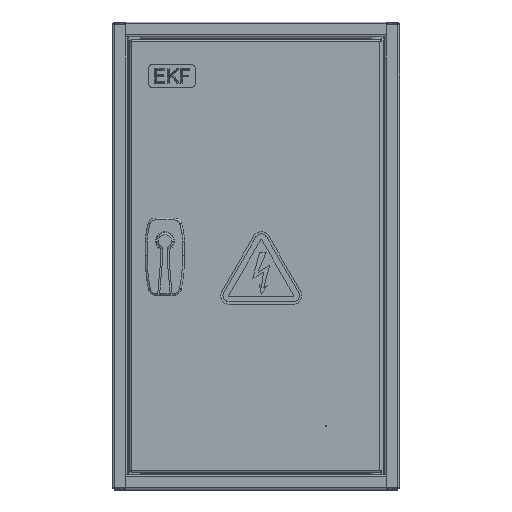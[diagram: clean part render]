
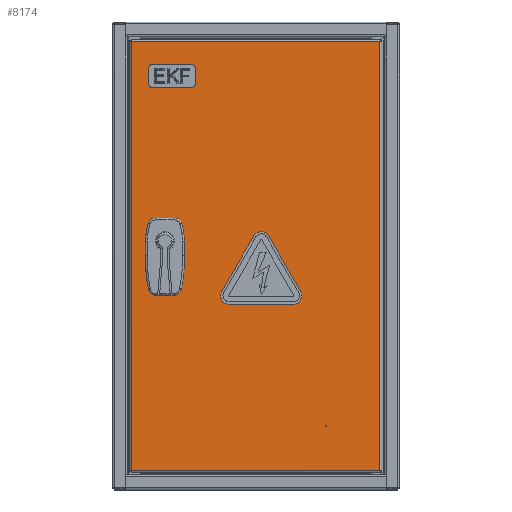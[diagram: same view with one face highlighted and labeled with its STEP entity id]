
A CAD part, top view. The second image highlights one B-rep face of the part: STEP entity #8174.
In plain terms, the highlighted planar face has unit normal (0, 0, 1).
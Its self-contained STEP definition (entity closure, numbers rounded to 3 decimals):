
#926 = LINE ( 'NONE', #50996, #45340 ) ;
#2568 = VECTOR ( 'NONE', #54413, 1000. ) ;
#5995 = VERTEX_POINT ( 'NONE', #67787 ) ;
#6447 = VERTEX_POINT ( 'NONE', #72383 ) ;
#8058 = FACE_OUTER_BOUND ( 'NONE', #10572, .T. ) ;
#8174 = ADVANCED_FACE ( 'NONE', ( #23800, #8058 ), #53928, .T. ) ;
#8638 = LINE ( 'NONE', #26040, #30839 ) ;
#8854 = DIRECTION ( 'NONE',  ( -1., 0., 0. ) ) ;
#9045 = DIRECTION ( 'NONE',  ( 1., 0., 0. ) ) ;
#10572 = EDGE_LOOP ( 'NONE', ( #49953, #61435, #54394, #68995 ) ) ;
#11076 = VECTOR ( 'NONE', #25862, 1000. ) ;
#13321 = CARTESIAN_POINT ( 'NONE',  ( -216.339, -241.527, -155.572 ) ) ;
#14416 = CARTESIAN_POINT ( 'NONE',  ( 48.961, -241.527, -155.572 ) ) ;
#16603 = CARTESIAN_POINT ( 'NONE',  ( -216.339, 218.02, -155.572 ) ) ;
#16755 = VERTEX_POINT ( 'NONE', #14416 ) ;
#20707 = CARTESIAN_POINT ( 'NONE',  ( 48.961, -242.273, -155.572 ) ) ;
#20751 = ORIENTED_EDGE ( 'NONE', *, *, #46352, .F. ) ;
#22208 = ORIENTED_EDGE ( 'NONE', *, *, #72290, .F. ) ;
#22720 = ORIENTED_EDGE ( 'NONE', *, *, #47076, .F. ) ;
#22965 = LINE ( 'NONE', #60893, #2568 ) ;
#23800 = FACE_BOUND ( 'NONE', #69708, .T. ) ;
#24128 = CARTESIAN_POINT ( 'NONE',  ( -193.439, -37.127, -155.572 ) ) ;
#25660 = DIRECTION ( 'NONE',  ( 0., 1., 0. ) ) ;
#25862 = DIRECTION ( 'NONE',  ( 1., 0., 0. ) ) ;
#26040 = CARTESIAN_POINT ( 'NONE',  ( -193.439, 12.873, -155.572 ) ) ;
#26826 = LINE ( 'NONE', #54971, #11076 ) ;
#29734 = LINE ( 'NONE', #16603, #31628 ) ;
#30324 = DIRECTION ( 'NONE',  ( 1., 0., 0. ) ) ;
#30839 = VECTOR ( 'NONE', #50906, 1000. ) ;
#31628 = VECTOR ( 'NONE', #45603, 1000. ) ;
#31698 = VERTEX_POINT ( 'NONE', #43892 ) ;
#34489 = EDGE_CURVE ( 'NONE', #31698, #52216, #8638, .T. ) ;
#37567 = LINE ( 'NONE', #56285, #62706 ) ;
#38617 = ORIENTED_EDGE ( 'NONE', *, *, #34489, .F. ) ;
#39466 = EDGE_CURVE ( 'NONE', #16755, #6447, #57980, .T. ) ;
#42953 = DIRECTION ( 'NONE',  ( 0., 0., 1. ) ) ;
#43364 = EDGE_CURVE ( 'NONE', #5995, #61862, #29734, .T. ) ;
#43892 = CARTESIAN_POINT ( 'NONE',  ( -168.439, 12.873, -155.572 ) ) ;
#44234 = AXIS2_PLACEMENT_3D ( 'NONE', #72586, #42953, #30324 ) ;
#45340 = VECTOR ( 'NONE', #9045, 1000. ) ;
#45603 = DIRECTION ( 'NONE',  ( 0., -1., 0. ) ) ;
#46352 = EDGE_CURVE ( 'NONE', #52216, #55042, #76145, .T. ) ;
#47076 = EDGE_CURVE ( 'NONE', #64256, #31698, #22965, .T. ) ;
#49953 = ORIENTED_EDGE ( 'NONE', *, *, #64668, .T. ) ;
#50906 = DIRECTION ( 'NONE',  ( -1., 0., 0. ) ) ;
#50996 = CARTESIAN_POINT ( 'NONE',  ( -217.085, -241.527, -155.572 ) ) ;
#52216 = VERTEX_POINT ( 'NONE', #65614 ) ;
#52964 = CARTESIAN_POINT ( 'NONE',  ( -168.439, -37.127, -155.572 ) ) ;
#53928 = PLANE ( 'NONE',  #44234 ) ;
#54394 = ORIENTED_EDGE ( 'NONE', *, *, #59339, .T. ) ;
#54413 = DIRECTION ( 'NONE',  ( 0., 1., 0. ) ) ;
#54971 = CARTESIAN_POINT ( 'NONE',  ( -193.439, -37.127, -155.572 ) ) ;
#55042 = VERTEX_POINT ( 'NONE', #24128 ) ;
#56285 = CARTESIAN_POINT ( 'NONE',  ( 49.708, 217.273, -155.572 ) ) ;
#57461 = CARTESIAN_POINT ( 'NONE',  ( -193.439, 12.873, -155.572 ) ) ;
#57980 = LINE ( 'NONE', #20707, #64476 ) ;
#59339 = EDGE_CURVE ( 'NONE', #61862, #16755, #926, .T. ) ;
#60371 = VECTOR ( 'NONE', #62705, 1000. ) ;
#60893 = CARTESIAN_POINT ( 'NONE',  ( -168.439, 12.873, -155.572 ) ) ;
#61435 = ORIENTED_EDGE ( 'NONE', *, *, #43364, .T. ) ;
#61862 = VERTEX_POINT ( 'NONE', #13321 ) ;
#62705 = DIRECTION ( 'NONE',  ( 0., -1., 0. ) ) ;
#62706 = VECTOR ( 'NONE', #8854, 1000. ) ;
#64256 = VERTEX_POINT ( 'NONE', #52964 ) ;
#64476 = VECTOR ( 'NONE', #25660, 1000. ) ;
#64668 = EDGE_CURVE ( 'NONE', #6447, #5995, #37567, .T. ) ;
#65614 = CARTESIAN_POINT ( 'NONE',  ( -193.439, 12.873, -155.572 ) ) ;
#67787 = CARTESIAN_POINT ( 'NONE',  ( -216.339, 217.273, -155.572 ) ) ;
#68995 = ORIENTED_EDGE ( 'NONE', *, *, #39466, .T. ) ;
#69708 = EDGE_LOOP ( 'NONE', ( #22720, #22208, #20751, #38617 ) ) ;
#72290 = EDGE_CURVE ( 'NONE', #55042, #64256, #26826, .T. ) ;
#72383 = CARTESIAN_POINT ( 'NONE',  ( 48.961, 217.273, -155.572 ) ) ;
#72586 = CARTESIAN_POINT ( 'NONE',  ( -83.689, -12.127, -155.572 ) ) ;
#76145 = LINE ( 'NONE', #57461, #60371 ) ;
